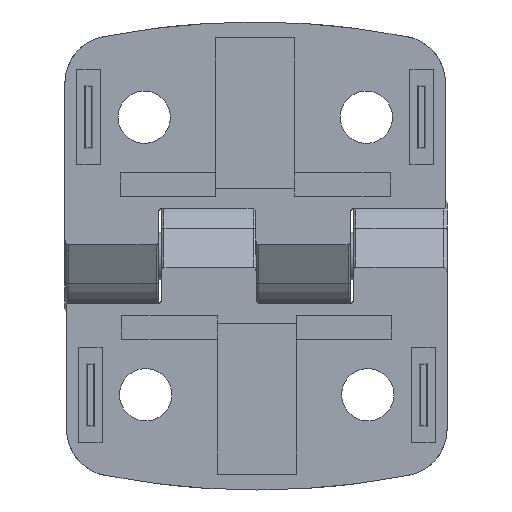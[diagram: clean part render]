
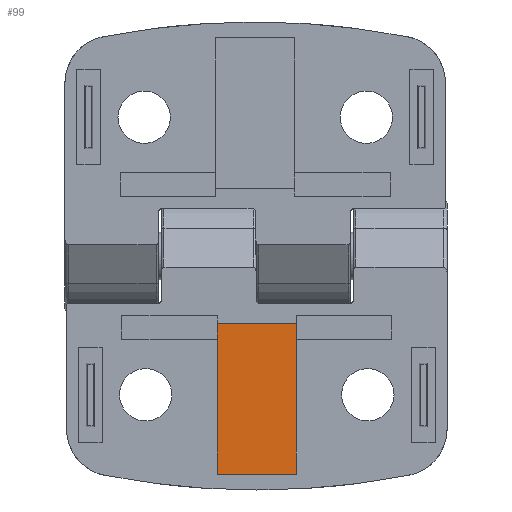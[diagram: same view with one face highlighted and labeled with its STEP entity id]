
A CAD part, front view. The second image highlights one B-rep face of the part: STEP entity #99.
In plain terms, the highlighted planar face has unit normal (0, -1, 0).
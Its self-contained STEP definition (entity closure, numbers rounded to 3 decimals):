
#99 = ADVANCED_FACE ( 'NONE', ( #2550 ), #1373, .F. ) ;
#258 = EDGE_CURVE ( 'NONE', #4463, #4726, #3815, .T. ) ;
#261 = ORIENTED_EDGE ( 'NONE', *, *, #1022, .T. ) ;
#267 = VECTOR ( 'NONE', #886, 1000. ) ;
#639 = EDGE_CURVE ( 'NONE', #1111, #4488, #3485, .T. ) ;
#667 = CARTESIAN_POINT ( 'NONE',  ( 5., 1.5, -27.5 ) ) ;
#877 = CARTESIAN_POINT ( 'NONE',  ( 5., 1.5, -8.5 ) ) ;
#886 = DIRECTION ( 'NONE',  ( 0., 0., -1. ) ) ;
#1022 = EDGE_CURVE ( 'NONE', #1754, #1111, #3549, .T. ) ;
#1026 = CARTESIAN_POINT ( 'NONE',  ( 5., 1.5, -10.5 ) ) ;
#1111 = VERTEX_POINT ( 'NONE', #4206 ) ;
#1173 = LINE ( 'NONE', #877, #4286 ) ;
#1328 = CARTESIAN_POINT ( 'NONE',  ( 5., 1.5, -8.5 ) ) ;
#1373 = PLANE ( 'NONE',  #3491 ) ;
#1476 = VECTOR ( 'NONE', #2034, 1000. ) ;
#1754 = VERTEX_POINT ( 'NONE', #3447 ) ;
#1768 = DIRECTION ( 'NONE',  ( 0., 1., 0. ) ) ;
#1793 = VERTEX_POINT ( 'NONE', #1026 ) ;
#1798 = EDGE_LOOP ( 'NONE', ( #2545, #4745, #2225, #3390, #261, #3073 ) ) ;
#2027 = EDGE_CURVE ( 'NONE', #1793, #4463, #3224, .T. ) ;
#2034 = DIRECTION ( 'NONE',  ( 0., 0., -1. ) ) ;
#2069 = CARTESIAN_POINT ( 'NONE',  ( -5., 1.5, -8.5 ) ) ;
#2225 = ORIENTED_EDGE ( 'NONE', *, *, #258, .T. ) ;
#2297 = DIRECTION ( 'NONE',  ( -1., 0., 0. ) ) ;
#2397 = VECTOR ( 'NONE', #4245, 1000. ) ;
#2436 = LINE ( 'NONE', #4475, #1476 ) ;
#2545 = ORIENTED_EDGE ( 'NONE', *, *, #2988, .T. ) ;
#2550 = FACE_OUTER_BOUND ( 'NONE', #1798, .T. ) ;
#2702 = CARTESIAN_POINT ( 'NONE',  ( 5., 1.5, -8.5 ) ) ;
#2988 = EDGE_CURVE ( 'NONE', #4488, #1793, #1173, .T. ) ;
#3073 = ORIENTED_EDGE ( 'NONE', *, *, #639, .T. ) ;
#3224 = LINE ( 'NONE', #1328, #5272 ) ;
#3390 = ORIENTED_EDGE ( 'NONE', *, *, #4649, .T. ) ;
#3402 = CARTESIAN_POINT ( 'NONE',  ( 5., 1.5, -27.5 ) ) ;
#3447 = CARTESIAN_POINT ( 'NONE',  ( -5., 1.5, -10.5 ) ) ;
#3485 = LINE ( 'NONE', #3402, #2397 ) ;
#3491 = AXIS2_PLACEMENT_3D ( 'NONE', #4596, #1768, #4639 ) ;
#3514 = CARTESIAN_POINT ( 'NONE',  ( 5., 1.5, -8.5 ) ) ;
#3549 = LINE ( 'NONE', #3760, #267 ) ;
#3760 = CARTESIAN_POINT ( 'NONE',  ( -5., 1.5, -8.5 ) ) ;
#3807 = DIRECTION ( 'NONE',  ( 0., 0., 1. ) ) ;
#3815 = LINE ( 'NONE', #2702, #4762 ) ;
#4130 = DIRECTION ( 'NONE',  ( 0., 0., 1. ) ) ;
#4206 = CARTESIAN_POINT ( 'NONE',  ( -5., 1.5, -27.5 ) ) ;
#4245 = DIRECTION ( 'NONE',  ( 1., 0., 0. ) ) ;
#4286 = VECTOR ( 'NONE', #4130, 1000. ) ;
#4463 = VERTEX_POINT ( 'NONE', #3514 ) ;
#4475 = CARTESIAN_POINT ( 'NONE',  ( -5., 1.5, -8.5 ) ) ;
#4488 = VERTEX_POINT ( 'NONE', #667 ) ;
#4596 = CARTESIAN_POINT ( 'NONE',  ( 5., 1.5, -8.5 ) ) ;
#4639 = DIRECTION ( 'NONE',  ( 0., 0., 1. ) ) ;
#4649 = EDGE_CURVE ( 'NONE', #4726, #1754, #2436, .T. ) ;
#4726 = VERTEX_POINT ( 'NONE', #2069 ) ;
#4745 = ORIENTED_EDGE ( 'NONE', *, *, #2027, .T. ) ;
#4762 = VECTOR ( 'NONE', #2297, 1000. ) ;
#5272 = VECTOR ( 'NONE', #3807, 1000. ) ;
